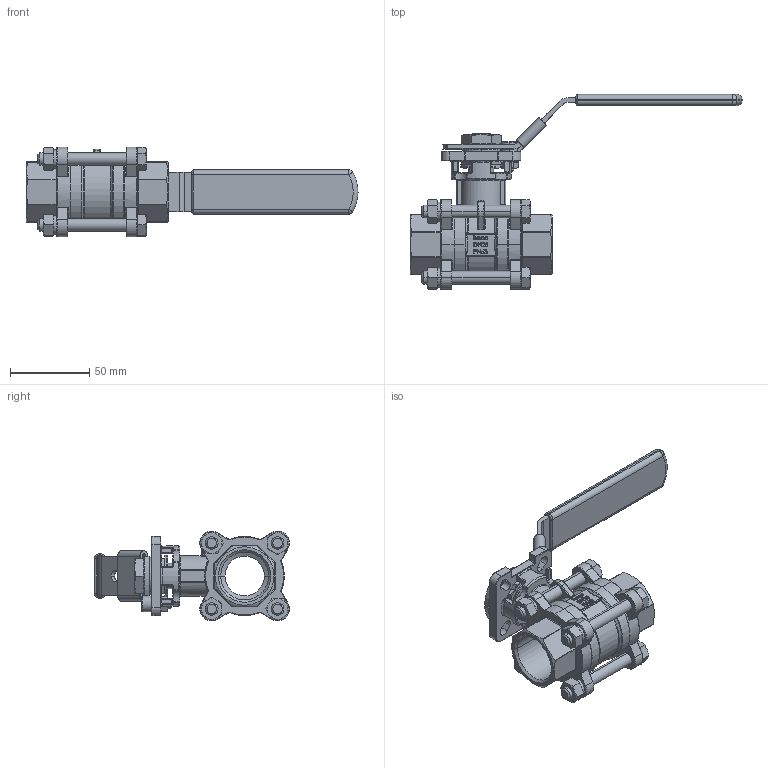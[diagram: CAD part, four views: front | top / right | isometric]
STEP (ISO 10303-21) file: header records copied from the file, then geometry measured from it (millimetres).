
FILE_DESCRIPTION (( 'STEP AP214' ), '1' );
FILE_NAME ('K3-100-0IG-4 Kugelhahn 1712.STEP', '2018-01-03T09:38:00', ( '' ), ( '' ), 'SwSTEP 2.0', 'SolidWorks 2016', '' );
FILE_SCHEMA (( 'AUTOMOTIVE_DESIGN' ));
Length unit declared in the file: millimetre
Products named in the file (1): K3-100-0IG-4 Kugelhahn 1712
Bounding box: 210 x 123.37 x 56.73 mm (x, y, z)
Volume: 175795.7 mm3; surface area: 62474.8 mm2
Topology: 1 solids, 1 shells, 1756 faces, 4303 edges, 2552 vertices
Faces by surface type: plane 498, cylinder 427, bspline 360, torus 278, cone 147, sphere 46
Entity records: 70803 total; most frequent: CARTESIAN_POINT 27992, ORIENTED_EDGE 8490, DIRECTION 7622, EDGE_CURVE 4245, AXIS2_PLACEMENT_3D 2969, VERTEX_POINT 2552, EDGE_LOOP 1853, ADVANCED_FACE 1756
